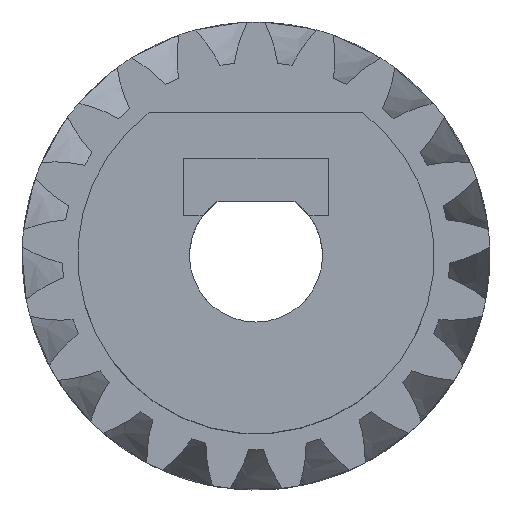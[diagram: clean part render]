
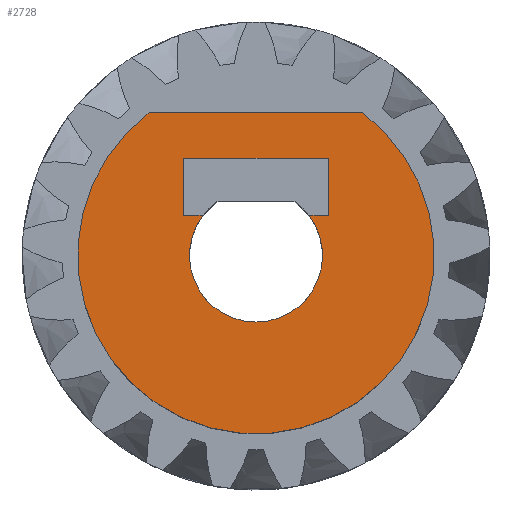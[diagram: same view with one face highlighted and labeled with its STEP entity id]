
A CAD part, top view. The second image highlights one B-rep face of the part: STEP entity #2728.
In plain terms, the highlighted planar face has unit normal (0, 0, 1).
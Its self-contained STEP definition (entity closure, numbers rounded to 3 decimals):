
#499=FACE_BOUND('',#843,.T.);
#667=PLANE('',#2914);
#680=FACE_OUTER_BOUND('',#842,.T.);
#842=EDGE_LOOP('',(#1850,#1851,#1852));
#843=EDGE_LOOP('',(#1853,#1854,#1855,#1856,#1857,#1858));
#1016=LINE('',#3227,#1044);
#1018=LINE('',#3232,#1046);
#1019=LINE('',#3235,#1047);
#1020=LINE('',#3237,#1048);
#1021=LINE('',#3239,#1049);
#1022=LINE('',#3241,#1050);
#1023=LINE('',#3242,#1051);
#1044=VECTOR('',#3021,10.);
#1046=VECTOR('',#3025,10.);
#1047=VECTOR('',#3028,10.);
#1048=VECTOR('',#3029,10.);
#1049=VECTOR('',#3030,10.);
#1050=VECTOR('',#3031,10.);
#1051=VECTOR('',#3032,10.);
#1063=CIRCLE('',#2909,2.8);
#1065=CIRCLE('',#2915,7.5);
#1115=VERTEX_POINT('',#3203);
#1116=VERTEX_POINT('',#3205);
#1123=VERTEX_POINT('',#3226);
#1124=VERTEX_POINT('',#3230);
#1125=VERTEX_POINT('',#3231);
#1126=VERTEX_POINT('',#3233);
#1127=VERTEX_POINT('',#3236);
#1128=VERTEX_POINT('',#3238);
#1129=VERTEX_POINT('',#3240);
#1393=EDGE_CURVE('',#1116,#1115,#1063,.T.);
#1404=EDGE_CURVE('',#1123,#1116,#1016,.T.);
#1406=EDGE_CURVE('',#1124,#1125,#1018,.T.);
#1407=EDGE_CURVE('',#1125,#1126,#1065,.T.);
#1408=EDGE_CURVE('',#1126,#1124,#1019,.T.);
#1409=EDGE_CURVE('',#1115,#1127,#1020,.T.);
#1410=EDGE_CURVE('',#1127,#1128,#1021,.T.);
#1411=EDGE_CURVE('',#1128,#1129,#1022,.T.);
#1412=EDGE_CURVE('',#1129,#1123,#1023,.T.);
#1850=ORIENTED_EDGE('',*,*,#1406,.T.);
#1851=ORIENTED_EDGE('',*,*,#1407,.T.);
#1852=ORIENTED_EDGE('',*,*,#1408,.T.);
#1853=ORIENTED_EDGE('',*,*,#1393,.T.);
#1854=ORIENTED_EDGE('',*,*,#1409,.T.);
#1855=ORIENTED_EDGE('',*,*,#1410,.T.);
#1856=ORIENTED_EDGE('',*,*,#1411,.T.);
#1857=ORIENTED_EDGE('',*,*,#1412,.T.);
#1858=ORIENTED_EDGE('',*,*,#1404,.T.);
#2728=ADVANCED_FACE('',(#680,#499),#667,.T.);
#2909=AXIS2_PLACEMENT_3D('',#3206,#3002,#3003);
#2914=AXIS2_PLACEMENT_3D('',#3229,#3023,#3024);
#2915=AXIS2_PLACEMENT_3D('',#3234,#3026,#3027);
#3002=DIRECTION('center_axis',(0.,0.,-1.));
#3003=DIRECTION('ref_axis',(-0.57,0.821,0.));
#3021=DIRECTION('',(-1.,0.,0.));
#3023=DIRECTION('center_axis',(0.,0.,1.));
#3024=DIRECTION('ref_axis',(1.,0.,0.));
#3025=DIRECTION('',(-1.,0.,0.));
#3026=DIRECTION('center_axis',(0.,0.,1.));
#3027=DIRECTION('ref_axis',(0.905,0.426,0.));
#3028=DIRECTION('',(0.,-1.,0.));
#3029=DIRECTION('',(-1.,0.,0.));
#3030=DIRECTION('',(0.,1.,0.));
#3031=DIRECTION('',(1.,0.,0.));
#3032=DIRECTION('',(0.,-1.,0.));
#3203=CARTESIAN_POINT('',(-2.225,1.7,19.5));
#3205=CARTESIAN_POINT('',(2.225,1.7,19.5));
#3206=CARTESIAN_POINT('Origin',(0.,0.,19.5));
#3226=CARTESIAN_POINT('',(3.05,1.7,19.5));
#3227=CARTESIAN_POINT('',(0.,1.7,19.5));
#3229=CARTESIAN_POINT('Origin',(0.,0.,19.5));
#3230=CARTESIAN_POINT('',(4.487,6.,19.5));
#3231=CARTESIAN_POINT('',(-4.5,6.,19.5));
#3232=CARTESIAN_POINT('',(-0.024,6.,19.5));
#3233=CARTESIAN_POINT('',(4.487,6.01,19.5));
#3234=CARTESIAN_POINT('Origin',(0.,0.,19.5));
#3235=CARTESIAN_POINT('',(4.487,3.,19.5));
#3236=CARTESIAN_POINT('',(-3.05,1.7,19.5));
#3237=CARTESIAN_POINT('',(0.,1.7,19.5));
#3238=CARTESIAN_POINT('',(-3.05,4.1,19.5));
#3239=CARTESIAN_POINT('',(-3.05,1.,19.5));
#3240=CARTESIAN_POINT('',(3.05,4.1,19.5));
#3241=CARTESIAN_POINT('',(0.,4.1,19.5));
#3242=CARTESIAN_POINT('',(3.05,1.,19.5));
